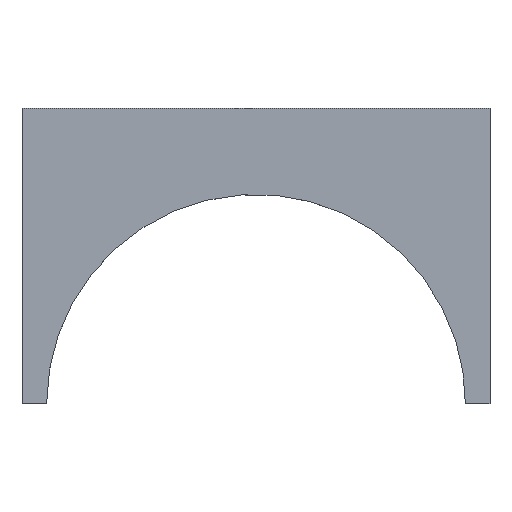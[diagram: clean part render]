
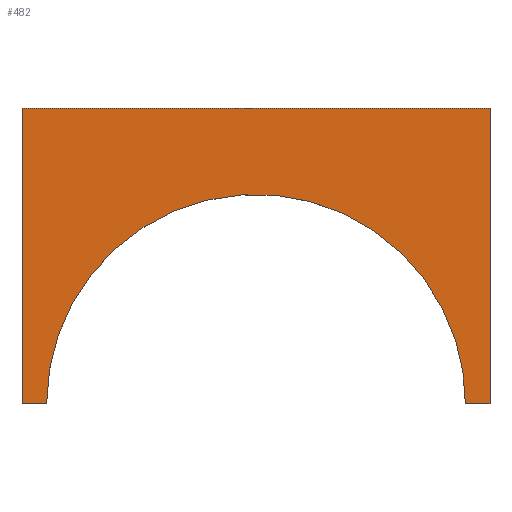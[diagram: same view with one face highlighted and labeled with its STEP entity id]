
A CAD part, top view. The second image highlights one B-rep face of the part: STEP entity #482.
In plain terms, the highlighted planar face has unit normal (0, 0, 1).
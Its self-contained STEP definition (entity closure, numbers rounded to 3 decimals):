
#81=CARTESIAN_POINT('POINT7',(26.988,0.,
   0.));
#82=VERTEX_POINT('VERTEX7',#81);
#90=CARTESIAN_POINT('POINT8',(30.163,0.,
   0.));
#91=VERTEX_POINT('VERTEX8',#90);
#98=CARTESIAN_POINT('POS9',(14.288,0.,0.
   ));
#99=DIRECTION('DIR10',(1.,0.,0.));
#100=VECTOR('VEC8',#99,1.);
#101=LINE('STRAIGHT8',#98,#100);
#102=EDGE_CURVE('EDGE9',#82,#91,#101,.T.);
#112=CARTESIAN_POINT('POINT9',(-26.988,0.,
   0.));
#113=VERTEX_POINT('VERTEX9',#112);
#122=(BOUNDED_CURVE() B_SPLINE_CURVE(3,(#123,#124,#125,#126,#127,#128,
   #129,#130,#131,#132,#133,#134,#135,#136,#137,#138,#139,#140,#141,#142
   ,#143,#144,#145,#146,#147,#148,#149),.UNSPECIFIED.,.F.,.F.) 
   B_SPLINE_CURVE_WITH_KNOTS((4,1,1,1,1,1,1,1,1,1,1,1,1,1,1,1,1,1,1,1,1,
   1,1,1,4),(0.,0.042,0.083,
   0.125,0.167,0.208,
   0.25,0.292,0.333,
   0.375,0.417,0.458,
   0.5,0.542,0.583,
   0.625,0.667,0.708,
   0.75,0.792,0.833,
   0.875,0.917,0.958,
   1.),.UNSPECIFIED.) CURVE() GEOMETRIC_REPRESENTATION_ITEM() 
   RATIONAL_B_SPLINE_CURVE((1.,1.,1.,1.,1.
   ,1.,1.,1.,1.,1.,1.,1.,
   1.,1.,1.,1.,1.,1.,1.,
   1.,1.,1.,1.,1.,1.,1.,
   1.)) REPRESENTATION_ITEM('SPLINE_CRV2'));
#123=CARTESIAN_POINT('',(-26.988,0.,0.))
   ;
#124=CARTESIAN_POINT('',(-26.988,1.184,
   0.));
#125=CARTESIAN_POINT('',(-26.833,3.53,
   0.));
#126=CARTESIAN_POINT('',(-26.142,7.007,
   0.));
#127=CARTESIAN_POINT('',(-25.005,10.356,
   0.));
#128=CARTESIAN_POINT('',(-23.437,13.534,
   0.));
#129=CARTESIAN_POINT('',(-21.472,16.475,
   0.));
#130=CARTESIAN_POINT('',(-19.137,19.138,
   0.));
#131=CARTESIAN_POINT('',(-16.475,21.472,
   0.));
#132=CARTESIAN_POINT('',(-13.533,23.438,
   0.));
#133=CARTESIAN_POINT('',(-10.358,25.004,
   0.));
#134=CARTESIAN_POINT('',(-7.005,26.142,
   0.));
#135=CARTESIAN_POINT('',(-3.529,26.834,
   0.));
#136=CARTESIAN_POINT('',(0.,27.064,
   0.));
#137=CARTESIAN_POINT('',(3.529,26.834,
   0.));
#138=CARTESIAN_POINT('',(7.005,26.142,
   0.));
#139=CARTESIAN_POINT('',(10.358,25.004,
   0.));
#140=CARTESIAN_POINT('',(13.533,23.438,
   0.));
#141=CARTESIAN_POINT('',(16.475,21.472,
   0.));
#142=CARTESIAN_POINT('',(19.137,19.138,
   0.));
#143=CARTESIAN_POINT('',(21.472,16.475,
   0.));
#144=CARTESIAN_POINT('',(23.437,13.534,
   0.));
#145=CARTESIAN_POINT('',(25.005,10.356,
   0.));
#146=CARTESIAN_POINT('',(26.142,7.007,
   0.));
#147=CARTESIAN_POINT('',(26.833,3.53,
   0.));
#148=CARTESIAN_POINT('',(26.988,1.184,
   0.));
#149=CARTESIAN_POINT('',(26.988,0.,0.));
#150=EDGE_CURVE('EDGE11',#113,#82,#122,.T.);
#380=CARTESIAN_POINT('POINT10',(-30.163,0.,
   0.));
#381=VERTEX_POINT('VERTEX10',#380);
#390=CARTESIAN_POINT('POS13',(-14.288,0.,
   0.));
#391=DIRECTION('DIR15',(1.,0.,0.));
#392=VECTOR('VEC11',#391,1.);
#393=LINE('STRAIGHT11',#390,#392);
#394=EDGE_CURVE('EDGE13',#381,#113,#393,.T.);
#404=CARTESIAN_POINT('POINT11',(-30.163,38.1,
   0.));
#405=VERTEX_POINT('VERTEX11',#404);
#414=CARTESIAN_POINT('POS16',(-30.163,9.525,
   0.));
#415=DIRECTION('DIR19',(0.,-1.,0.));
#416=VECTOR('VEC13',#415,1.);
#417=LINE('STRAIGHT13',#414,#416);
#418=EDGE_CURVE('EDGE15',#405,#381,#417,.T.);
#428=CARTESIAN_POINT('POINT12',(30.163,38.1,
   0.));
#429=VERTEX_POINT('VERTEX12',#428);
#438=CARTESIAN_POINT('POS19',(0.,38.1,0.));
#439=DIRECTION('DIR23',(-1.,0.,0.));
#440=VECTOR('VEC15',#439,1.);
#441=LINE('STRAIGHT15',#438,#440);
#442=EDGE_CURVE('EDGE17',#429,#405,#441,.T.);
#455=CARTESIAN_POINT('POS21',(30.163,9.525,
   0.));
#456=DIRECTION('DIR26',(0.,1.,0.));
#457=VECTOR('VEC16',#456,1.);
#458=LINE('STRAIGHT16',#455,#457);
#459=EDGE_CURVE('EDGE18',#91,#429,#458,.T.);
#469=ORIENTED_EDGE('COEDGE31',*,*,#459,.T.);
#470=ORIENTED_EDGE('COEDGE32',*,*,#442,.T.);
#471=ORIENTED_EDGE('COEDGE33',*,*,#418,.T.);
#472=ORIENTED_EDGE('COEDGE34',*,*,#394,.T.);
#473=ORIENTED_EDGE('COEDGE35',*,*,#150,.T.);
#474=ORIENTED_EDGE('COEDGE36',*,*,#102,.T.);
#475=EDGE_LOOP('NONE',(#469,#470,#471,#472,#473,#474));
#476=FACE_BOUND('LOOP1',#475,.T.);
#477=CARTESIAN_POINT('POS23',(0.,0.,0.));
#478=DIRECTION('DIR29',(0.,0.,1.));
#479=DIRECTION('DIR30',(1.,0.,0.));
#480=AXIS2_PLACEMENT_3D('AXIS7',#477,#478,#479);
#481=PLANE('PLANE7',#480);
#482=ADVANCED_FACE('FACE8',(#476),#481,.T.);
